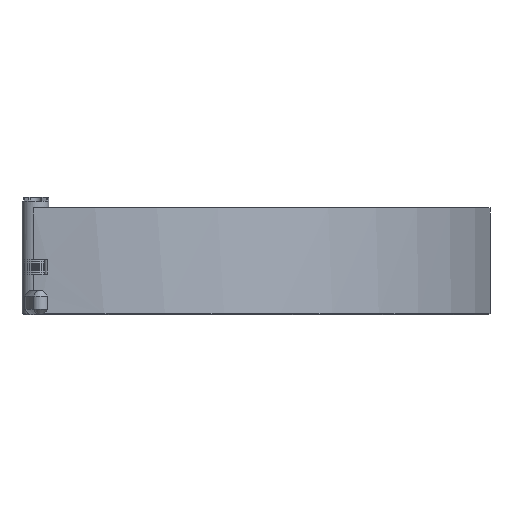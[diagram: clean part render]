
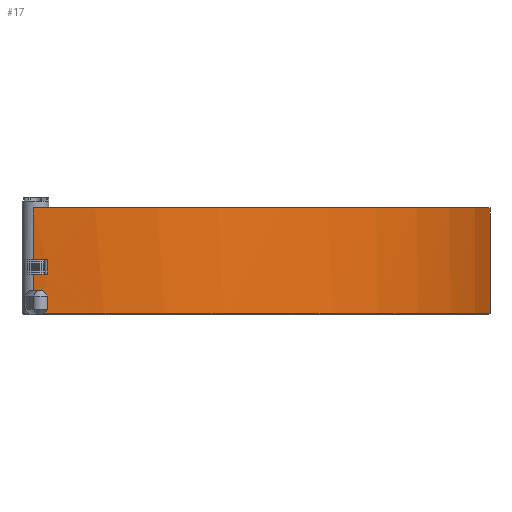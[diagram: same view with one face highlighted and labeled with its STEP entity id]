
A CAD part, left-side view. The second image highlights one B-rep face of the part: STEP entity #17.
In plain terms, the highlighted cylindrical face has radius 150 mm (diameter 300 mm), a partial arc.
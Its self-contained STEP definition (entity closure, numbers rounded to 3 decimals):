
#17 = ADVANCED_FACE('',(#18),#151,.T.);
#18 = FACE_BOUND('',#19,.T.);
#19 = EDGE_LOOP('',(#20,#31,#40,#48,#57,#67,#75,#85,#94,#103,#111,#120,
    #128,#137,#146));
#20 = ORIENTED_EDGE('',*,*,#21,.F.);
#21 = EDGE_CURVE('',#22,#24,#26,.T.);
#22 = VERTEX_POINT('',#23);
#23 = CARTESIAN_POINT('',(-148.5,21.161,-24.8));
#24 = VERTEX_POINT('',#25);
#25 = CARTESIAN_POINT('',(-148.881,18.288,-24.8));
#26 = CIRCLE('',#27,150.);
#27 = AXIS2_PLACEMENT_3D('',#28,#29,#30);
#28 = CARTESIAN_POINT('',(0.,0.,-24.8)
  );
#29 = DIRECTION('',(0.,0.,1.));
#30 = DIRECTION('',(-0.156,-0.988,0.));
#31 = ORIENTED_EDGE('',*,*,#32,.F.);
#32 = EDGE_CURVE('',#33,#22,#35,.T.);
#33 = VERTEX_POINT('',#34);
#34 = CARTESIAN_POINT('',(-148.153,23.465,-24.8));
#35 = CIRCLE('',#36,150.);
#36 = AXIS2_PLACEMENT_3D('',#37,#38,#39);
#37 = CARTESIAN_POINT('',(0.,0.,-24.8)
  );
#38 = DIRECTION('',(0.,0.,1.));
#39 = DIRECTION('',(-0.988,0.156,0.));
#40 = ORIENTED_EDGE('',*,*,#41,.F.);
#41 = EDGE_CURVE('',#42,#33,#44,.T.);
#42 = VERTEX_POINT('',#43);
#43 = CARTESIAN_POINT('',(-148.153,23.465,-31.));
#44 = LINE('',#45,#46);
#45 = CARTESIAN_POINT('',(-148.153,23.465,-40.));
#46 = VECTOR('',#47,1.);
#47 = DIRECTION('',(0.,0.,1.));
#48 = ORIENTED_EDGE('',*,*,#49,.T.);
#49 = EDGE_CURVE('',#42,#50,#52,.T.);
#50 = VERTEX_POINT('',#51);
#51 = CARTESIAN_POINT('',(-148.403,21.828,-31.));
#52 = CIRCLE('',#53,150.);
#53 = AXIS2_PLACEMENT_3D('',#54,#55,#56);
#54 = CARTESIAN_POINT('',(0.,0.,-31.)
  );
#55 = DIRECTION('',(0.,0.,1.));
#56 = DIRECTION('',(-0.988,0.156,0.));
#57 = ORIENTED_EDGE('',*,*,#58,.T.);
#58 = EDGE_CURVE('',#50,#59,#61,.T.);
#59 = VERTEX_POINT('',#60);
#60 = CARTESIAN_POINT('',(-148.683,19.835,-33.));
#61 = B_SPLINE_CURVE_WITH_KNOTS('',4,(#62,#63,#64,#65,#66),
  .UNSPECIFIED.,.F.,.F.,(5,5),(0.,1.),.PIECEWISE_BEZIER_KNOTS.);
#62 = CARTESIAN_POINT('',(-148.403,21.828,-31.));
#63 = CARTESIAN_POINT('',(-148.476,21.331,
    -31.5));
#64 = CARTESIAN_POINT('',(-148.547,20.832,
    -32.));
#65 = CARTESIAN_POINT('',(-148.616,20.334,
    -32.5));
#66 = CARTESIAN_POINT('',(-148.683,19.835,-33.));
#67 = ORIENTED_EDGE('',*,*,#68,.F.);
#68 = EDGE_CURVE('',#69,#59,#71,.T.);
#69 = VERTEX_POINT('',#70);
#70 = CARTESIAN_POINT('',(-148.683,19.835,-38.));
#71 = LINE('',#72,#73);
#72 = CARTESIAN_POINT('',(-148.683,19.835,-40.));
#73 = VECTOR('',#74,1.);
#74 = DIRECTION('',(0.,0.,1.));
#75 = ORIENTED_EDGE('',*,*,#76,.T.);
#76 = EDGE_CURVE('',#69,#77,#79,.T.);
#77 = VERTEX_POINT('',#78);
#78 = CARTESIAN_POINT('',(-148.461,21.43,-39.6));
#79 = B_SPLINE_CURVE_WITH_KNOTS('',4,(#80,#81,#82,#83,#84),
  .UNSPECIFIED.,.F.,.F.,(5,5),(0.,1.),.PIECEWISE_BEZIER_KNOTS.);
#80 = CARTESIAN_POINT('',(-148.683,19.835,-38.));
#81 = CARTESIAN_POINT('',(-148.616,20.334,
    -38.5));
#82 = CARTESIAN_POINT('',(-148.547,20.832,
    -39.));
#83 = CARTESIAN_POINT('',(-148.476,21.331,
    -39.5));
#84 = CARTESIAN_POINT('',(-148.403,21.828,-40.));
#85 = ORIENTED_EDGE('',*,*,#86,.T.);
#86 = EDGE_CURVE('',#77,#87,#89,.T.);
#87 = VERTEX_POINT('',#88);
#88 = CARTESIAN_POINT('',(-148.683,19.835,-39.6));
#89 = CIRCLE('',#90,150.);
#90 = AXIS2_PLACEMENT_3D('',#91,#92,#93);
#91 = CARTESIAN_POINT('',(0.,0.,-39.6)
  );
#92 = DIRECTION('',(0.,0.,1.));
#93 = DIRECTION('',(-0.989,0.146,0.));
#94 = ORIENTED_EDGE('',*,*,#95,.T.);
#95 = EDGE_CURVE('',#87,#96,#98,.T.);
#96 = VERTEX_POINT('',#97);
#97 = CARTESIAN_POINT('',(-26.047,-147.721,-39.6));
#98 = CIRCLE('',#99,150.);
#99 = AXIS2_PLACEMENT_3D('',#100,#101,#102);
#100 = CARTESIAN_POINT('',(0.,0.,-39.6)
  );
#101 = DIRECTION('',(0.,0.,1.));
#102 = DIRECTION('',(-0.991,0.132,0.)
  );
#103 = ORIENTED_EDGE('',*,*,#104,.T.);
#104 = EDGE_CURVE('',#96,#105,#107,.T.);
#105 = VERTEX_POINT('',#106);
#106 = CARTESIAN_POINT('',(-26.047,-147.721,
    0.));
#107 = LINE('',#108,#109);
#108 = CARTESIAN_POINT('',(-26.047,-147.721,-40.));
#109 = VECTOR('',#110,1.);
#110 = DIRECTION('',(0.,0.,1.));
#111 = ORIENTED_EDGE('',*,*,#112,.F.);
#112 = EDGE_CURVE('',#113,#105,#115,.T.);
#113 = VERTEX_POINT('',#114);
#114 = CARTESIAN_POINT('',(-148.153,23.465,0.));
#115 = CIRCLE('',#116,150.);
#116 = AXIS2_PLACEMENT_3D('',#117,#118,#119);
#117 = CARTESIAN_POINT('',(0.,0.,0.));
#118 = DIRECTION('',(0.,0.,1.));
#119 = DIRECTION('',(-0.988,0.156,0.));
#120 = ORIENTED_EDGE('',*,*,#121,.F.);
#121 = EDGE_CURVE('',#122,#113,#124,.T.);
#122 = VERTEX_POINT('',#123);
#123 = CARTESIAN_POINT('',(-148.153,23.465,-19.2));
#124 = LINE('',#125,#126);
#125 = CARTESIAN_POINT('',(-148.153,23.465,-40.));
#126 = VECTOR('',#127,1.);
#127 = DIRECTION('',(0.,0.,1.));
#128 = ORIENTED_EDGE('',*,*,#129,.T.);
#129 = EDGE_CURVE('',#122,#130,#132,.T.);
#130 = VERTEX_POINT('',#131);
#131 = CARTESIAN_POINT('',(-148.5,21.161,-19.2));
#132 = CIRCLE('',#133,150.);
#133 = AXIS2_PLACEMENT_3D('',#134,#135,#136);
#134 = CARTESIAN_POINT('',(0.,0.,-19.2
    ));
#135 = DIRECTION('',(0.,0.,1.));
#136 = DIRECTION('',(-0.988,0.156,0.));
#137 = ORIENTED_EDGE('',*,*,#138,.T.);
#138 = EDGE_CURVE('',#130,#139,#141,.T.);
#139 = VERTEX_POINT('',#140);
#140 = CARTESIAN_POINT('',(-148.881,18.288,-19.2));
#141 = CIRCLE('',#142,150.);
#142 = AXIS2_PLACEMENT_3D('',#143,#144,#145);
#143 = CARTESIAN_POINT('',(0.,0.,-19.2
    ));
#144 = DIRECTION('',(0.,0.,1.));
#145 = DIRECTION('',(-0.156,-0.988,0.));
#146 = ORIENTED_EDGE('',*,*,#147,.F.);
#147 = EDGE_CURVE('',#24,#139,#148,.T.);
#148 = ( BOUNDED_CURVE() B_SPLINE_CURVE(1,(#149,#150),.UNSPECIFIED.,.F.,
.F.) B_SPLINE_CURVE_WITH_KNOTS((2,2),(-2.912,8.512),
.PIECEWISE_BEZIER_KNOTS.) CURVE() GEOMETRIC_REPRESENTATION_ITEM() 
RATIONAL_B_SPLINE_CURVE((1.066,1.066)) 
REPRESENTATION_ITEM('') );
#149 = CARTESIAN_POINT('',(-148.881,18.288,-27.712));
#150 = CARTESIAN_POINT('',(-148.881,18.288,-16.288));
#151 = CYLINDRICAL_SURFACE('',#152,150.);
#152 = AXIS2_PLACEMENT_3D('',#153,#154,#155);
#153 = CARTESIAN_POINT('',(0.,0.,-40.)
  );
#154 = DIRECTION('',(0.,0.,1.));
#155 = DIRECTION('',(-0.988,0.156,0.));
